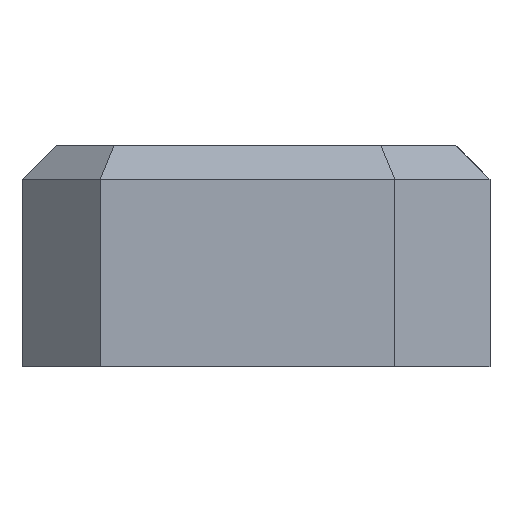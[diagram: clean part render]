
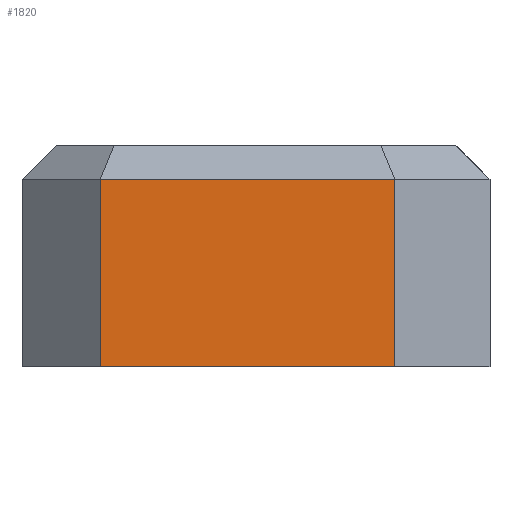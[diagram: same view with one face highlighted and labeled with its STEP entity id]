
A CAD part, front view. The second image highlights one B-rep face of the part: STEP entity #1820.
In plain terms, the highlighted planar face has unit normal (0, -1, 0).
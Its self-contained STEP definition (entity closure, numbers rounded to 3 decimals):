
#171=LINE('',#2907,#382);
#172=LINE('',#2910,#383);
#173=LINE('',#2912,#384);
#174=LINE('',#2913,#385);
#382=VECTOR('',#2307,10.);
#383=VECTOR('',#2310,10.);
#384=VECTOR('',#2311,10.);
#385=VECTOR('',#2312,10.);
#525=PLANE('',#1948);
#615=FACE_OUTER_BOUND('',#724,.T.);
#724=EDGE_LOOP('',(#1522,#1523,#1524,#1525));
#932=VERTEX_POINT('',#2901);
#934=VERTEX_POINT('',#2905);
#935=VERTEX_POINT('',#2909);
#936=VERTEX_POINT('',#2911);
#1149=EDGE_CURVE('',#934,#932,#171,.T.);
#1150=EDGE_CURVE('',#932,#935,#172,.T.);
#1151=EDGE_CURVE('',#936,#934,#173,.F.);
#1152=EDGE_CURVE('',#936,#935,#174,.T.);
#1522=ORIENTED_EDGE('',*,*,#1150,.F.);
#1523=ORIENTED_EDGE('',*,*,#1149,.F.);
#1524=ORIENTED_EDGE('',*,*,#1151,.F.);
#1525=ORIENTED_EDGE('',*,*,#1152,.T.);
#1820=ADVANCED_FACE('',(#615),#525,.T.);
#1948=AXIS2_PLACEMENT_3D('',#2908,#2308,#2309);
#2307=DIRECTION('',(0.,0.,1.));
#2308=DIRECTION('center_axis',(0.,-1.,0.));
#2309=DIRECTION('ref_axis',(1.,0.,0.));
#2310=DIRECTION('',(1.,0.,0.));
#2311=DIRECTION('',(1.,0.,0.));
#2312=DIRECTION('',(0.,0.,1.));
#2901=CARTESIAN_POINT('',(-9.207,-106.955,-96.955));
#2905=CARTESIAN_POINT('',(-9.207,-106.955,-102.455));
#2907=CARTESIAN_POINT('',(-9.207,-106.955,-98.955));
#2908=CARTESIAN_POINT('Origin',(-9.207,-106.955,-98.955));
#2909=CARTESIAN_POINT('',(-0.543,-106.955,-96.955));
#2910=CARTESIAN_POINT('',(-7.041,-106.955,-96.955));
#2911=CARTESIAN_POINT('',(-0.543,-106.955,-102.455));
#2912=CARTESIAN_POINT('',(-7.041,-106.955,-102.455));
#2913=CARTESIAN_POINT('',(-0.543,-106.955,-98.955));
